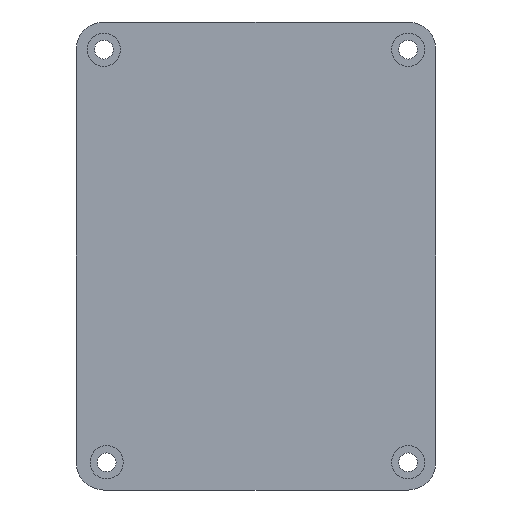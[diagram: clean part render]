
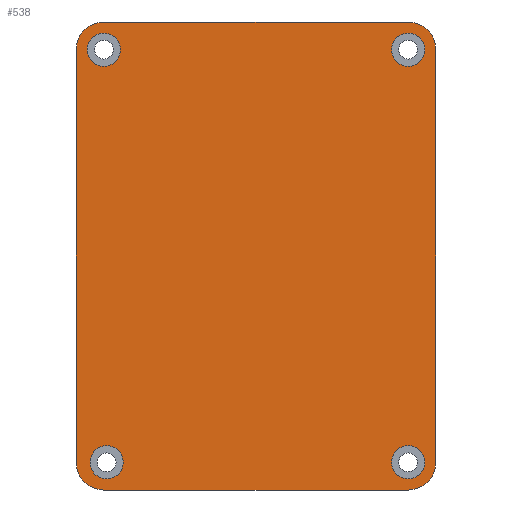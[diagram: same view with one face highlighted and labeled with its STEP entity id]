
A CAD part, front view. The second image highlights one B-rep face of the part: STEP entity #538.
In plain terms, the highlighted planar face has unit normal (0, -1, 0).
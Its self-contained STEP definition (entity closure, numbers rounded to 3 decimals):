
#23=FACE_BOUND('',#105,.T.);
#24=FACE_BOUND('',#106,.T.);
#25=FACE_BOUND('',#107,.T.);
#26=FACE_BOUND('',#108,.T.);
#44=PLANE('',#603);
#70=FACE_OUTER_BOUND('',#104,.T.);
#104=EDGE_LOOP('',(#469,#470,#471,#472,#473,#474,#475,#476));
#105=EDGE_LOOP('',(#477));
#106=EDGE_LOOP('',(#478));
#107=EDGE_LOOP('',(#479));
#108=EDGE_LOOP('',(#480));
#125=LINE('',#795,#173);
#139=LINE('',#839,#187);
#142=LINE('',#848,#190);
#164=LINE('',#909,#212);
#173=VECTOR('',#633,10.);
#187=VECTOR('',#669,10.);
#190=VECTOR('',#678,10.);
#212=VECTOR('',#746,10.);
#218=CIRCLE('',#564,5.);
#226=CIRCLE('',#575,5.);
#227=CIRCLE('',#578,5.);
#228=CIRCLE('',#581,5.);
#230=CIRCLE('',#590,3.);
#232=CIRCLE('',#593,3.);
#234=CIRCLE('',#596,3.);
#236=CIRCLE('',#599,3.);
#243=VERTEX_POINT('',#785);
#244=VERTEX_POINT('',#787);
#246=VERTEX_POINT('',#793);
#264=VERTEX_POINT('',#833);
#265=VERTEX_POINT('',#837);
#266=VERTEX_POINT('',#841);
#267=VERTEX_POINT('',#843);
#268=VERTEX_POINT('',#847);
#278=VERTEX_POINT('',#884);
#280=VERTEX_POINT('',#890);
#282=VERTEX_POINT('',#896);
#284=VERTEX_POINT('',#902);
#291=EDGE_CURVE('',#243,#244,#218,.T.);
#295=EDGE_CURVE('',#246,#243,#125,.T.);
#315=EDGE_CURVE('',#264,#246,#226,.T.);
#317=EDGE_CURVE('',#265,#264,#139,.T.);
#319=EDGE_CURVE('',#266,#267,#227,.T.);
#321=EDGE_CURVE('',#267,#268,#142,.T.);
#326=EDGE_CURVE('',#268,#265,#228,.T.);
#341=EDGE_CURVE('',#278,#278,#230,.T.);
#344=EDGE_CURVE('',#280,#280,#232,.T.);
#347=EDGE_CURVE('',#282,#282,#234,.T.);
#350=EDGE_CURVE('',#284,#284,#236,.T.);
#352=EDGE_CURVE('',#244,#266,#164,.T.);
#469=ORIENTED_EDGE('',*,*,#291,.F.);
#470=ORIENTED_EDGE('',*,*,#295,.F.);
#471=ORIENTED_EDGE('',*,*,#315,.F.);
#472=ORIENTED_EDGE('',*,*,#317,.F.);
#473=ORIENTED_EDGE('',*,*,#326,.F.);
#474=ORIENTED_EDGE('',*,*,#321,.F.);
#475=ORIENTED_EDGE('',*,*,#319,.F.);
#476=ORIENTED_EDGE('',*,*,#352,.F.);
#477=ORIENTED_EDGE('',*,*,#341,.F.);
#478=ORIENTED_EDGE('',*,*,#344,.F.);
#479=ORIENTED_EDGE('',*,*,#347,.F.);
#480=ORIENTED_EDGE('',*,*,#350,.F.);
#538=ADVANCED_FACE('',(#70,#23,#24,#25,#26),#44,.F.);
#564=AXIS2_PLACEMENT_3D('',#788,#626,#627);
#575=AXIS2_PLACEMENT_3D('',#835,#664,#665);
#578=AXIS2_PLACEMENT_3D('',#844,#673,#674);
#581=AXIS2_PLACEMENT_3D('',#856,#685,#686);
#590=AXIS2_PLACEMENT_3D('',#886,#716,#717);
#593=AXIS2_PLACEMENT_3D('',#892,#723,#724);
#596=AXIS2_PLACEMENT_3D('',#898,#730,#731);
#599=AXIS2_PLACEMENT_3D('',#904,#737,#738);
#603=AXIS2_PLACEMENT_3D('',#910,#747,#748);
#626=DIRECTION('center_axis',(0.,1.,0.));
#627=DIRECTION('ref_axis',(-0.707,0.,-0.707));
#633=DIRECTION('',(-1.,0.,0.));
#664=DIRECTION('center_axis',(0.,1.,0.));
#665=DIRECTION('ref_axis',(0.707,0.,-0.707));
#669=DIRECTION('',(0.,0.,-1.));
#673=DIRECTION('center_axis',(0.,1.,0.));
#674=DIRECTION('ref_axis',(-0.707,0.,0.707));
#678=DIRECTION('',(1.,0.,0.));
#685=DIRECTION('center_axis',(0.,1.,0.));
#686=DIRECTION('ref_axis',(0.707,0.,0.707));
#716=DIRECTION('center_axis',(0.,-1.,0.));
#717=DIRECTION('ref_axis',(1.,0.,0.));
#723=DIRECTION('center_axis',(0.,-1.,0.));
#724=DIRECTION('ref_axis',(1.,0.,0.));
#730=DIRECTION('center_axis',(0.,-1.,0.));
#731=DIRECTION('ref_axis',(1.,0.,0.));
#737=DIRECTION('center_axis',(0.,-1.,0.));
#738=DIRECTION('ref_axis',(1.,0.,0.));
#746=DIRECTION('',(0.,0.,1.));
#747=DIRECTION('center_axis',(0.,1.,0.));
#748=DIRECTION('ref_axis',(1.,0.,0.));
#785=CARTESIAN_POINT('',(4.5,0.,-5.1));
#787=CARTESIAN_POINT('',(-0.5,0.,-0.1));
#788=CARTESIAN_POINT('Origin',(4.5,0.,-0.1));
#793=CARTESIAN_POINT('',(59.5,0.,-5.1));
#795=CARTESIAN_POINT('',(64.5,0.,-5.1));
#833=CARTESIAN_POINT('',(64.5,0.,-0.1));
#835=CARTESIAN_POINT('Origin',(59.5,0.,-0.1));
#837=CARTESIAN_POINT('',(64.5,0.,74.5));
#839=CARTESIAN_POINT('',(64.5,0.,79.5));
#841=CARTESIAN_POINT('',(-0.5,0.,74.5));
#843=CARTESIAN_POINT('',(4.5,0.,79.5));
#844=CARTESIAN_POINT('Origin',(4.5,0.,74.5));
#847=CARTESIAN_POINT('',(59.5,0.,79.5));
#848=CARTESIAN_POINT('',(-0.5,0.,79.5));
#856=CARTESIAN_POINT('Origin',(59.5,0.,74.5));
#884=CARTESIAN_POINT('',(56.5,0.,74.5));
#886=CARTESIAN_POINT('Origin',(59.5,0.,74.5));
#890=CARTESIAN_POINT('',(1.5,0.,74.5));
#892=CARTESIAN_POINT('Origin',(4.5,0.,74.5));
#896=CARTESIAN_POINT('',(2.,0.,-0.1));
#898=CARTESIAN_POINT('Origin',(5.,0.,-0.1));
#902=CARTESIAN_POINT('',(56.5,0.,-0.1));
#904=CARTESIAN_POINT('Origin',(59.5,0.,-0.1));
#909=CARTESIAN_POINT('',(-0.5,0.,-5.1));
#910=CARTESIAN_POINT('Origin',(32.,0.,37.2));
